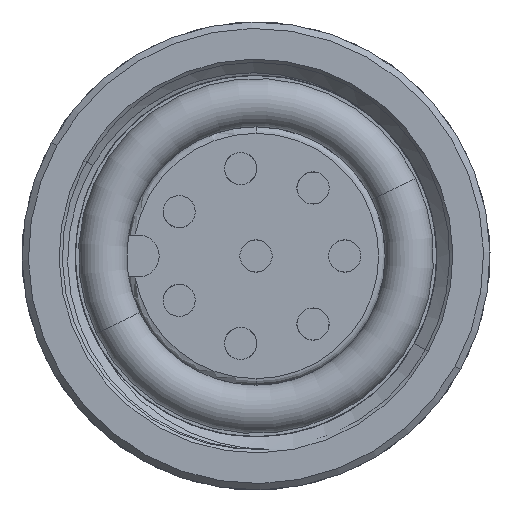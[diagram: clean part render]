
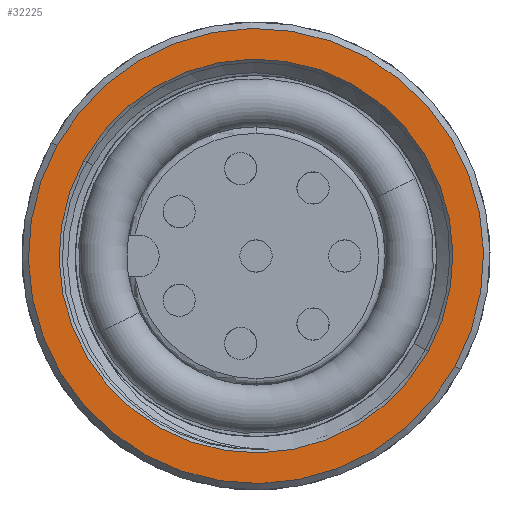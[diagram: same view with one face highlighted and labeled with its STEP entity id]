
A CAD part, left-side view. The second image highlights one B-rep face of the part: STEP entity #32225.
In plain terms, the highlighted face is planar.
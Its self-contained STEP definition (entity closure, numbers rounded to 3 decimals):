
#158 = CIRCLE ( 'NONE', #58274, 6.1 ) ;
#374 = VERTEX_POINT ( 'NONE', #62292 ) ;
#5105 = DIRECTION ( 'NONE',  ( -1., 0., 0. ) ) ;
#8033 = DIRECTION ( 'NONE',  ( 0., 0., 1. ) ) ;
#9255 = CIRCLE ( 'NONE', #17525, 7.05 ) ;
#10149 = PLANE ( 'NONE',  #40968 ) ;
#10977 = CARTESIAN_POINT ( 'NONE',  ( 11., 0., 0. ) ) ;
#11900 = EDGE_LOOP ( 'NONE', ( #25175, #50407 ) ) ;
#16105 = FACE_OUTER_BOUND ( 'NONE', #33200, .T. ) ;
#16908 = DIRECTION ( 'NONE',  ( 1., 0., 0. ) ) ;
#17525 = AXIS2_PLACEMENT_3D ( 'NONE', #10977, #16908, #40640 ) ;
#25175 = ORIENTED_EDGE ( 'NONE', *, *, #28779, .T. ) ;
#28461 = EDGE_CURVE ( 'NONE', #374, #59057, #158, .T. ) ;
#28779 = EDGE_CURVE ( 'NONE', #59057, #374, #41843, .T. ) ;
#29765 = VERTEX_POINT ( 'NONE', #40628 ) ;
#29882 = AXIS2_PLACEMENT_3D ( 'NONE', #53692, #65938, #8033 ) ;
#31587 = ORIENTED_EDGE ( 'NONE', *, *, #58559, .T. ) ;
#32225 = ADVANCED_FACE ( 'NONE', ( #16105, #45033 ), #10149, .F. ) ;
#33189 = DIRECTION ( 'NONE',  ( -1., 0., 0. ) ) ;
#33200 = EDGE_LOOP ( 'NONE', ( #67359, #31587 ) ) ;
#33711 = DIRECTION ( 'NONE',  ( 0., 0., 1. ) ) ;
#40628 = CARTESIAN_POINT ( 'NONE',  ( 11., 0., -7.05 ) ) ;
#40640 = DIRECTION ( 'NONE',  ( 0., 0., 1. ) ) ;
#40968 = AXIS2_PLACEMENT_3D ( 'NONE', #67685, #33189, #61403 ) ;
#41843 = CIRCLE ( 'NONE', #29882, 6.1 ) ;
#41912 = CIRCLE ( 'NONE', #53784, 7.05 ) ;
#42246 = CARTESIAN_POINT ( 'NONE',  ( 11., 0., 0. ) ) ;
#44426 = CARTESIAN_POINT ( 'NONE',  ( 11., 0., 7.05 ) ) ;
#45033 = FACE_BOUND ( 'NONE', #11900, .T. ) ;
#45191 = CARTESIAN_POINT ( 'NONE',  ( 11., 0., 0. ) ) ;
#50407 = ORIENTED_EDGE ( 'NONE', *, *, #28461, .T. ) ;
#53692 = CARTESIAN_POINT ( 'NONE',  ( 11., 0., 0. ) ) ;
#53784 = AXIS2_PLACEMENT_3D ( 'NONE', #42246, #65268, #64168 ) ;
#58274 = AXIS2_PLACEMENT_3D ( 'NONE', #45191, #5105, #33711 ) ;
#58559 = EDGE_CURVE ( 'NONE', #29765, #69587, #9255, .T. ) ;
#59057 = VERTEX_POINT ( 'NONE', #73229 ) ;
#61403 = DIRECTION ( 'NONE',  ( 0., 0., 1. ) ) ;
#62292 = CARTESIAN_POINT ( 'NONE',  ( 11., 0., 6.1 ) ) ;
#64168 = DIRECTION ( 'NONE',  ( 0., 0., 1. ) ) ;
#65268 = DIRECTION ( 'NONE',  ( 1., 0., 0. ) ) ;
#65938 = DIRECTION ( 'NONE',  ( -1., 0., 0. ) ) ;
#67359 = ORIENTED_EDGE ( 'NONE', *, *, #67903, .T. ) ;
#67685 = CARTESIAN_POINT ( 'NONE',  ( 11., 7.25, 0. ) ) ;
#67903 = EDGE_CURVE ( 'NONE', #69587, #29765, #41912, .T. ) ;
#69587 = VERTEX_POINT ( 'NONE', #44426 ) ;
#73229 = CARTESIAN_POINT ( 'NONE',  ( 11., 0., -6.1 ) ) ;
